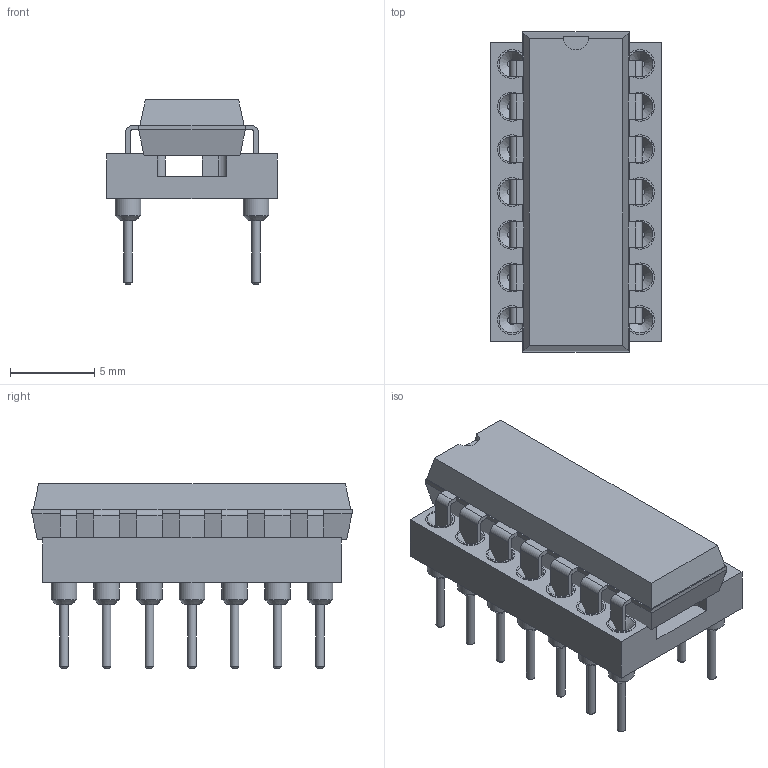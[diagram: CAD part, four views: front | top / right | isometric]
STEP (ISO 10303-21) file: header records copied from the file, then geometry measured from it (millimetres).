
FILE_DESCRIPTION(('FreeCAD Model'),'2;1');
FILE_NAME('Open CASCADE Shape Model','2025-04-20T22:03:38',('Author'),( ''),'Open CASCADE STEP processor 7.7','FreeCAD','Unknown');
FILE_SCHEMA(('AUTOMOTIVE_DESIGN { 1 0 10303 214 1 1 1 1 }'));
Length unit declared in the file: millimetre
Products named in the file (3): Unnamed; DIP_14_W762mm_Socket; DIP-14_W7.62mm
Assembly tree (2 placements, depth 2):
  Unnamed
    DIP_14_W762mm_Socket
    DIP-14_W7.62mm
Bounding box: 10.16 x 19.05 x 10.96 mm (x, y, z)
Volume: 740.1 mm3; surface area: 1281.7 mm2
Topology: 2 solids, 2 shells, 457 faces, 1058 edges, 673 vertices
Faces by surface type: plane 292, cylinder 97, cone 42, bspline 26
Full cylindrical faces by diameter (mm): 0.508 x28, 1.524 x14, 1.724 x14
Entity records: 15751 total; most frequent: CARTESIAN_POINT 2585, DIRECTION 2159, ORIENTED_EDGE 2116, EDGE_CURVE 1058, LINE 787, VECTOR 787, AXIS2_PLACEMENT_3D 686, VERTEX_POINT 673
